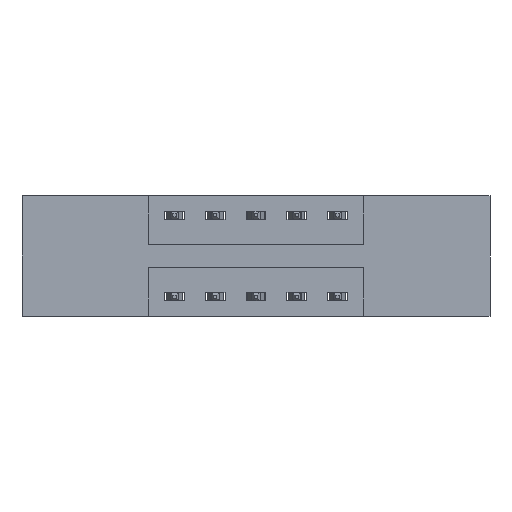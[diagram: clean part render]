
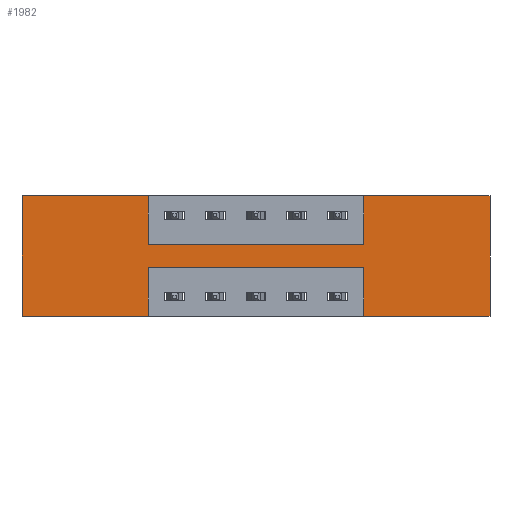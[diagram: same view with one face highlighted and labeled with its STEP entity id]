
A CAD part, front view. The second image highlights one B-rep face of the part: STEP entity #1982.
In plain terms, the highlighted planar face has unit normal (0, -1, 0).
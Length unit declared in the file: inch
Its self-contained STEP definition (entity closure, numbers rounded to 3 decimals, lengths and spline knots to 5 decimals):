
#356 = ORIENTED_EDGE ( 'NONE', *, *, #6783, .F. ) ;
#426 = VERTEX_POINT ( 'NONE', #5227 ) ;
#468 = EDGE_LOOP ( 'NONE', ( #3823, #356, #1966, #2912, #3848, #1954, #6032, #5819, #5248, #5114, #5279, #4900 ) ) ;
#507 = VERTEX_POINT ( 'NONE', #4518 ) ;
#574 = CARTESIAN_POINT ( 'NONE',  ( 0.3875, 0., -0.37 ) ) ;
#596 = DIRECTION ( 'NONE',  ( 0., 0., 1. ) ) ;
#941 = CARTESIAN_POINT ( 'NONE',  ( 1.0475, 0., -0.37 ) ) ;
#989 = VECTOR ( 'NONE', #2283, 39.37008 ) ;
#1016 = LINE ( 'NONE', #5148, #989 ) ;
#1074 = VERTEX_POINT ( 'NONE', #5762 ) ;
#1124 = VECTOR ( 'NONE', #6859, 39.37008 ) ;
#1125 = LINE ( 'NONE', #6344, #1124 ) ;
#1242 = DIRECTION ( 'NONE',  ( 0., -1., 0. ) ) ;
#1315 = VERTEX_POINT ( 'NONE', #4230 ) ;
#1320 = EDGE_CURVE ( 'NONE', #1074, #1315, #4137, .T. ) ;
#1534 = EDGE_CURVE ( 'NONE', #426, #507, #3774, .T. ) ;
#1599 = VERTEX_POINT ( 'NONE', #7349 ) ;
#1954 = ORIENTED_EDGE ( 'NONE', *, *, #4262, .F. ) ;
#1966 = ORIENTED_EDGE ( 'NONE', *, *, #6827, .F. ) ;
#1982 = ADVANCED_FACE ( 'NONE', ( #2588 ), #7510, .T. ) ;
#2283 = DIRECTION ( 'NONE',  ( 1., 0., 0. ) ) ;
#2310 = DIRECTION ( 'NONE',  ( -1., 0., 0. ) ) ;
#2482 = CARTESIAN_POINT ( 'NONE',  ( 0.3875, 0., -0.22 ) ) ;
#2516 = VERTEX_POINT ( 'NONE', #574 ) ;
#2588 = FACE_OUTER_BOUND ( 'NONE', #468, .T. ) ;
#2850 = VERTEX_POINT ( 'NONE', #4069 ) ;
#2912 = ORIENTED_EDGE ( 'NONE', *, *, #1534, .F. ) ;
#2921 = DIRECTION ( 'NONE',  ( 0., 0., -1. ) ) ;
#3152 = DIRECTION ( 'NONE',  ( 0., 0., 1. ) ) ;
#3196 = CARTESIAN_POINT ( 'NONE',  ( 0.3875, 0., -0.37 ) ) ;
#3254 = VERTEX_POINT ( 'NONE', #8233 ) ;
#3508 = CARTESIAN_POINT ( 'NONE',  ( 0., 0., 0. ) ) ;
#3688 = EDGE_CURVE ( 'NONE', #5994, #1599, #1125, .T. ) ;
#3694 = VERTEX_POINT ( 'NONE', #6769 ) ;
#3722 = VECTOR ( 'NONE', #8247, 39.37008 ) ;
#3774 = LINE ( 'NONE', #8038, #3722 ) ;
#3823 = ORIENTED_EDGE ( 'NONE', *, *, #6743, .F. ) ;
#3848 = ORIENTED_EDGE ( 'NONE', *, *, #6995, .F. ) ;
#3975 = CARTESIAN_POINT ( 'NONE',  ( 0., 0., 0. ) ) ;
#4069 = CARTESIAN_POINT ( 'NONE',  ( 1.435, 0., 0. ) ) ;
#4135 = VECTOR ( 'NONE', #3152, 39.37008 ) ;
#4137 = LINE ( 'NONE', #3975, #4135 ) ;
#4230 = CARTESIAN_POINT ( 'NONE',  ( 0., 0., 0. ) ) ;
#4262 = EDGE_CURVE ( 'NONE', #3694, #2850, #1016, .T. ) ;
#4518 = CARTESIAN_POINT ( 'NONE',  ( 1.0475, 0., -0.37 ) ) ;
#4593 = LINE ( 'NONE', #6430, #4624 ) ;
#4608 = VERTEX_POINT ( 'NONE', #7587 ) ;
#4624 = VECTOR ( 'NONE', #6482, 39.37008 ) ;
#4754 = CARTESIAN_POINT ( 'NONE',  ( 0., 0., -0.37 ) ) ;
#4900 = ORIENTED_EDGE ( 'NONE', *, *, #6658, .F. ) ;
#4930 = VECTOR ( 'NONE', #7131, 39.37008 ) ;
#4955 = LINE ( 'NONE', #7141, #4930 ) ;
#4965 = VECTOR ( 'NONE', #7280, 39.37008 ) ;
#4981 = DIRECTION ( 'NONE',  ( -1., 0., 0. ) ) ;
#5005 = LINE ( 'NONE', #7272, #4965 ) ;
#5114 = ORIENTED_EDGE ( 'NONE', *, *, #6138, .F. ) ;
#5148 = CARTESIAN_POINT ( 'NONE',  ( 0., 0., 0. ) ) ;
#5227 = CARTESIAN_POINT ( 'NONE',  ( 1.435, 0., -0.37 ) ) ;
#5248 = ORIENTED_EDGE ( 'NONE', *, *, #3688, .F. ) ;
#5279 = ORIENTED_EDGE ( 'NONE', *, *, #1320, .F. ) ;
#5607 = VECTOR ( 'NONE', #596, 39.37008 ) ;
#5612 = LINE ( 'NONE', #941, #5607 ) ;
#5762 = CARTESIAN_POINT ( 'NONE',  ( 0., 0., -0.37 ) ) ;
#5779 = VECTOR ( 'NONE', #2310, 39.37008 ) ;
#5796 = LINE ( 'NONE', #2482, #5779 ) ;
#5819 = ORIENTED_EDGE ( 'NONE', *, *, #7250, .F. ) ;
#5994 = VERTEX_POINT ( 'NONE', #6404 ) ;
#6032 = ORIENTED_EDGE ( 'NONE', *, *, #7002, .F. ) ;
#6043 = VECTOR ( 'NONE', #2921, 39.37008 ) ;
#6063 = LINE ( 'NONE', #3196, #6043 ) ;
#6138 = EDGE_CURVE ( 'NONE', #1315, #5994, #7252, .T. ) ;
#6336 = LINE ( 'NONE', #4754, #6365 ) ;
#6344 = CARTESIAN_POINT ( 'NONE',  ( 0.3875, 0., 0. ) ) ;
#6365 = VECTOR ( 'NONE', #4981, 39.37008 ) ;
#6399 = VERTEX_POINT ( 'NONE', #7478 ) ;
#6404 = CARTESIAN_POINT ( 'NONE',  ( 0.3875, 0., 0. ) ) ;
#6430 = CARTESIAN_POINT ( 'NONE',  ( 0.3875, 0., -0.15 ) ) ;
#6482 = DIRECTION ( 'NONE',  ( 1., 0., 0. ) ) ;
#6658 = EDGE_CURVE ( 'NONE', #2516, #1074, #6336, .T. ) ;
#6743 = EDGE_CURVE ( 'NONE', #3254, #2516, #6063, .T. ) ;
#6769 = CARTESIAN_POINT ( 'NONE',  ( 1.0475, 0., 0. ) ) ;
#6777 = DIRECTION ( 'NONE',  ( 0., 0., -1. ) ) ;
#6783 = EDGE_CURVE ( 'NONE', #6399, #3254, #5796, .T. ) ;
#6827 = EDGE_CURVE ( 'NONE', #507, #6399, #5612, .T. ) ;
#6859 = DIRECTION ( 'NONE',  ( 0., 0., -1. ) ) ;
#6995 = EDGE_CURVE ( 'NONE', #2850, #426, #5005, .T. ) ;
#7002 = EDGE_CURVE ( 'NONE', #4608, #3694, #4955, .T. ) ;
#7096 = DIRECTION ( 'NONE',  ( 1., 0., 0. ) ) ;
#7131 = DIRECTION ( 'NONE',  ( 0., 0., 1. ) ) ;
#7141 = CARTESIAN_POINT ( 'NONE',  ( 1.0475, 0., 0. ) ) ;
#7183 = AXIS2_PLACEMENT_3D ( 'NONE', #7831, #1242, #6777 ) ;
#7213 = VECTOR ( 'NONE', #7096, 39.37008 ) ;
#7250 = EDGE_CURVE ( 'NONE', #1599, #4608, #4593, .T. ) ;
#7252 = LINE ( 'NONE', #3508, #7213 ) ;
#7272 = CARTESIAN_POINT ( 'NONE',  ( 1.435, 0., 0. ) ) ;
#7280 = DIRECTION ( 'NONE',  ( 0., 0., -1. ) ) ;
#7349 = CARTESIAN_POINT ( 'NONE',  ( 0.3875, 0., -0.15 ) ) ;
#7478 = CARTESIAN_POINT ( 'NONE',  ( 1.0475, 0., -0.22 ) ) ;
#7510 = PLANE ( 'NONE',  #7183 ) ;
#7587 = CARTESIAN_POINT ( 'NONE',  ( 1.0475, 0., -0.15 ) ) ;
#7831 = CARTESIAN_POINT ( 'NONE',  ( 0., 0., -0.37 ) ) ;
#8038 = CARTESIAN_POINT ( 'NONE',  ( 0., 0., -0.37 ) ) ;
#8233 = CARTESIAN_POINT ( 'NONE',  ( 0.3875, 0., -0.22 ) ) ;
#8247 = DIRECTION ( 'NONE',  ( -1., 0., 0. ) ) ;
